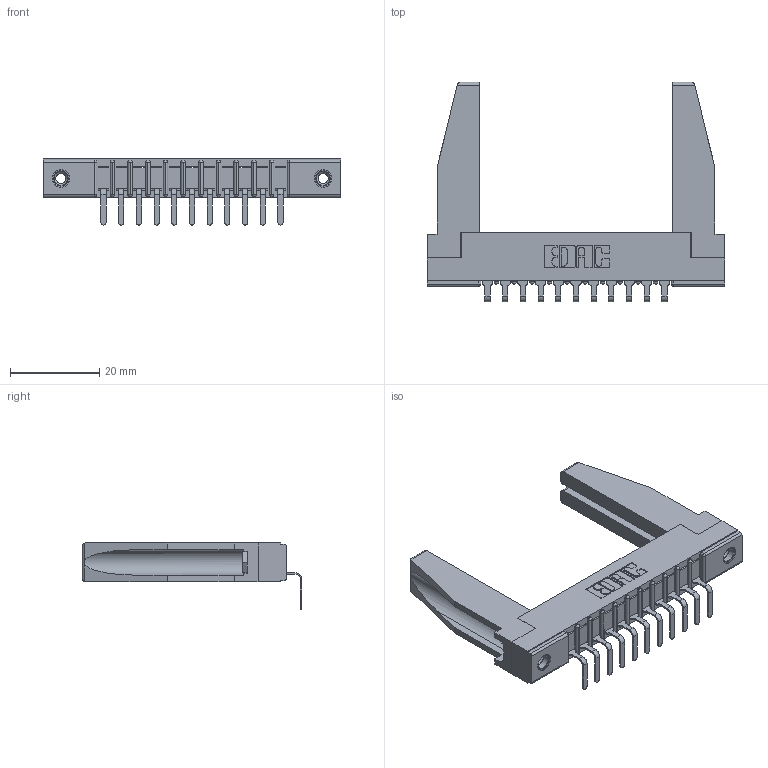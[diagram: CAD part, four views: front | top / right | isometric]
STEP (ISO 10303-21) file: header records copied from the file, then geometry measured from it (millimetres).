
FILE_DESCRIPTION (( 'STEP AP203' ), '1' );
FILE_NAME ('307-011-559-178.STEP', '2019-09-04T15:44:27', ( '' ), ( '' ), 'SwSTEP 2.0', 'SolidWorks 2016', '' );
FILE_SCHEMA (( 'CONFIG_CONTROL_DESIGN' ));
Length unit declared in the file: inch
Products named in the file (5): 307-220-078; 307 Part_.156 Dia Mounting Holes; 307-011-559-178; 307-290-001_558 559 - 1 (Single); 345-250-001_345-250-001-102
Assembly tree (16 placements, depth 2):
  307-011-559-178
    307 Part_.156 Dia Mounting Holes
    307-290-001_558 559 - 1 (Single)  x11
    307-220-078  x2
    345-250-001_345-250-001-102  x2
Bounding box: 66.6 x 49.16 x 14.81 mm (x, y, z)
Volume: 8239 mm3; surface area: 10073.4 mm2
Topology: 16 solids, 16 shells, 920 faces, 2567 edges, 1654 vertices
Faces by surface type: plane 583, cylinder 297, sphere 24, cone 12, torus 4
Entity records: 15795 total; most frequent: CARTESIAN_POINT 2650, ORIENTED_EDGE 2592, DIRECTION 2552, EDGE_CURVE 1296, LINE 984, VECTOR 984, VERTEX_POINT 840, AXIS2_PLACEMENT_3D 784
